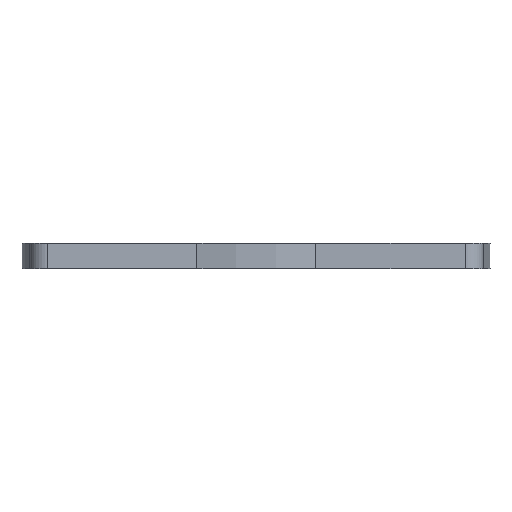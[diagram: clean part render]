
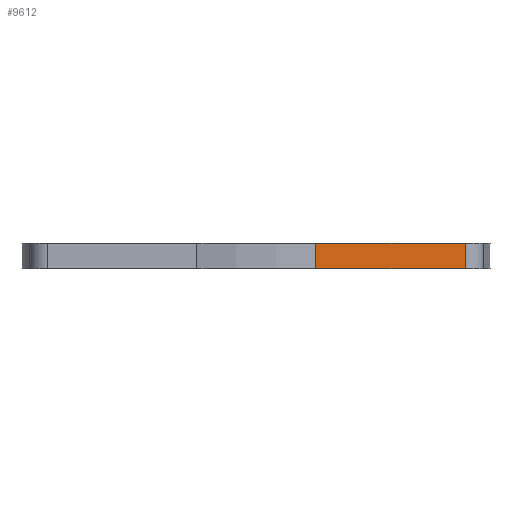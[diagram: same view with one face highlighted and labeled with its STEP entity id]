
A CAD part, front view. The second image highlights one B-rep face of the part: STEP entity #9612.
In plain terms, the highlighted planar face has unit normal (0, -1, 0).
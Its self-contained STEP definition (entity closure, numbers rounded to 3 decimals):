
#44 = ORIENTED_EDGE ( 'NONE', *, *, #3818, .T. ) ;
#195 = EDGE_CURVE ( 'NONE', #3628, #13990, #10299, .T. ) ;
#311 = CARTESIAN_POINT ( 'NONE',  ( 765.495, 71.744, 0. ) ) ;
#490 = DIRECTION ( 'NONE',  ( 0., 0., 1. ) ) ;
#675 = CARTESIAN_POINT ( 'NONE',  ( 0., 71.744, 0. ) ) ;
#1570 = LINE ( 'NONE', #2440, #13671 ) ;
#2173 = ORIENTED_EDGE ( 'NONE', *, *, #195, .T. ) ;
#2440 = CARTESIAN_POINT ( 'NONE',  ( 0., 71.744, 6.6 ) ) ;
#2798 = EDGE_LOOP ( 'NONE', ( #2173, #13842, #9218, #44 ) ) ;
#3628 = VERTEX_POINT ( 'NONE', #13362 ) ;
#3818 = EDGE_CURVE ( 'NONE', #10673, #3628, #14488, .T. ) ;
#3973 = PLANE ( 'NONE',  #5292 ) ;
#4202 = DIRECTION ( 'NONE',  ( 1., 0., 0. ) ) ;
#5292 = AXIS2_PLACEMENT_3D ( 'NONE', #9728, #7498, #490 ) ;
#5304 = FACE_OUTER_BOUND ( 'NONE', #2798, .T. ) ;
#5741 = VECTOR ( 'NONE', #11044, 1000. ) ;
#5966 = DIRECTION ( 'NONE',  ( 1., 0., 0. ) ) ;
#7183 = VECTOR ( 'NONE', #4202, 1000. ) ;
#7498 = DIRECTION ( 'NONE',  ( 0., 1., 0. ) ) ;
#7959 = EDGE_CURVE ( 'NONE', #11260, #13990, #8847, .T. ) ;
#8375 = CARTESIAN_POINT ( 'NONE',  ( 765.495, 71.744, 6.6 ) ) ;
#8847 = LINE ( 'NONE', #9861, #5741 ) ;
#9218 = ORIENTED_EDGE ( 'NONE', *, *, #14942, .F. ) ;
#9612 = ADVANCED_FACE ( 'NONE', ( #5304 ), #3973, .F. ) ;
#9728 = CARTESIAN_POINT ( 'NONE',  ( 0., 71.744, 6.6 ) ) ;
#9861 = CARTESIAN_POINT ( 'NONE',  ( 765.495, 71.744, 6.6 ) ) ;
#10299 = LINE ( 'NONE', #675, #7183 ) ;
#10513 = CARTESIAN_POINT ( 'NONE',  ( 727.609, 71.744, 6.6 ) ) ;
#10673 = VERTEX_POINT ( 'NONE', #10513 ) ;
#11044 = DIRECTION ( 'NONE',  ( 0., 0., -1. ) ) ;
#11260 = VERTEX_POINT ( 'NONE', #8375 ) ;
#11366 = VECTOR ( 'NONE', #14560, 1000. ) ;
#13362 = CARTESIAN_POINT ( 'NONE',  ( 727.609, 71.744, 0. ) ) ;
#13397 = CARTESIAN_POINT ( 'NONE',  ( 727.609, 71.744, 6.6 ) ) ;
#13671 = VECTOR ( 'NONE', #5966, 1000. ) ;
#13842 = ORIENTED_EDGE ( 'NONE', *, *, #7959, .F. ) ;
#13990 = VERTEX_POINT ( 'NONE', #311 ) ;
#14488 = LINE ( 'NONE', #13397, #11366 ) ;
#14560 = DIRECTION ( 'NONE',  ( 0., 0., -1. ) ) ;
#14942 = EDGE_CURVE ( 'NONE', #10673, #11260, #1570, .T. ) ;
